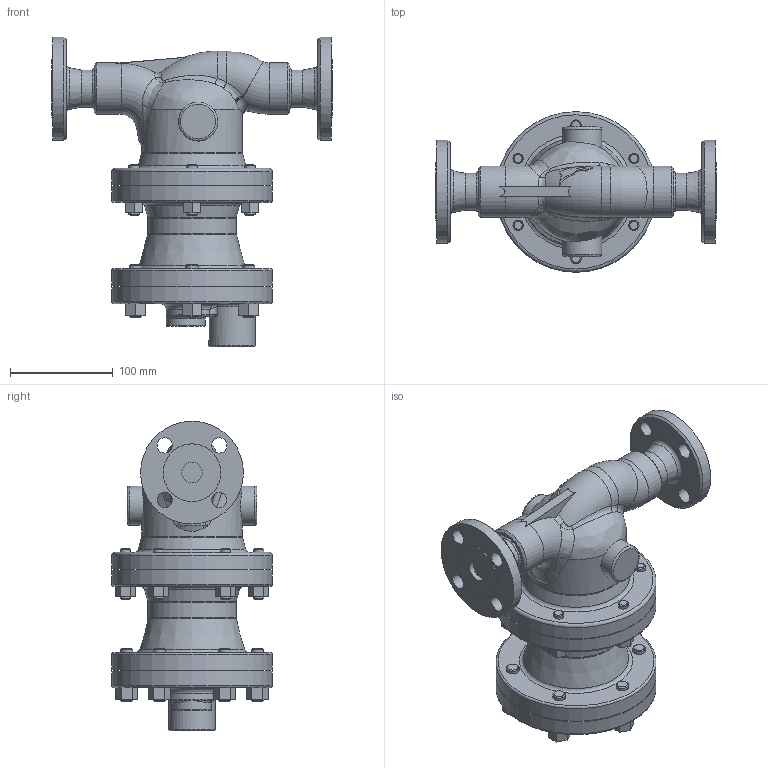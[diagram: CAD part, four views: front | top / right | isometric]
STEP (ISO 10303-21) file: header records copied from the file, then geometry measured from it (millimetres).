
FILE_DESCRIPTION((''),'2;1');
FILE_NAME('dc3sl-020-jis10-00.stp','2014-02-14T13:10:29',('akifuji'),(''),'Autodesk Inventor 2012','Autodesk Inventor 2012','');
FILE_SCHEMA(('AUTOMOTIVE_DESIGN { 1 0 10303 214 1 1 1 1 }'));
Length unit declared in the file: millimetre
Products named in the file (1): dc3sl-020-jis10-00
Bounding box: 273 x 156 x 301 mm (x, y, z)
Volume: 3022338.9 mm3; surface area: 259942.2 mm2
Topology: 1 solids, 1 shells, 330 faces, 766 edges, 482 vertices
Faces by surface type: plane 148, cylinder 76, bspline 40, cone 36, torus 30
Full cylindrical faces by diameter (mm): 10 x18, 12 x18, 15 x8, 17.475 x1, 20 x2, 36 x2, 38 x3, 45 x1, 50 x2, 56 x2, 85.962 x1, 92.1 x1, 98 x1, 100 x2, 112.2 x1, 156 x4
Entity records: 10317 total; most frequent: CARTESIAN_POINT 3563, DIRECTION 1322, ORIENTED_EDGE 1208, EDGE_CURVE 604, EDGE_LOOP 545, AXIS2_PLACEMENT_3D 543, VERTEX_POINT 451, FACE_OUTER_BOUND 330
